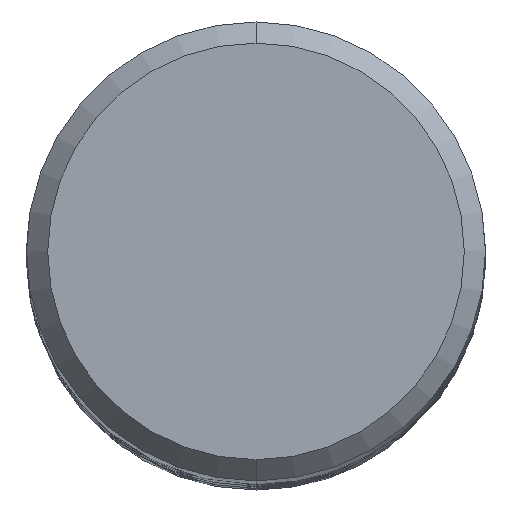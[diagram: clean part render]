
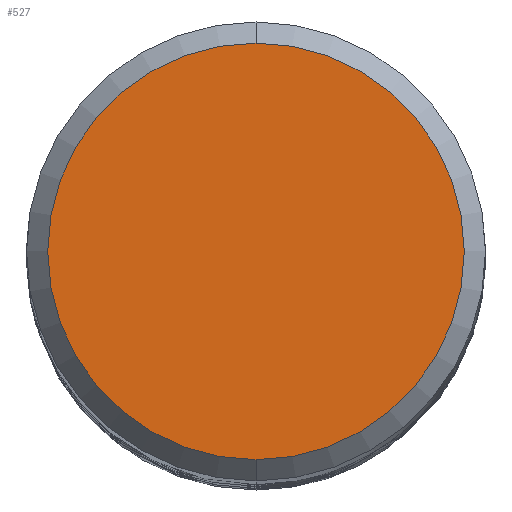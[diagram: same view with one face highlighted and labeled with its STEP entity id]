
A CAD part, top view. The second image highlights one B-rep face of the part: STEP entity #527.
In plain terms, the highlighted planar face has unit normal (0, 0, 1).
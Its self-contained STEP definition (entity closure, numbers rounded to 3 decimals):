
#385=EDGE_CURVE('',#429,#545,#873,.T.);
#429=VERTEX_POINT('',#921);
#527=ADVANCED_FACE('',(#1029),#1030,.T.);
#545=VERTEX_POINT('',#1048);
#567=EDGE_CURVE('',#545,#429,#1072,.T.);
#873=CIRCLE('',#2872,5.9);
#921=CARTESIAN_POINT('',(0.0,5.9,0.0));
#1029=FACE_OUTER_BOUND('',#5834,.T.);
#1030=PLANE('',#5835);
#1048=CARTESIAN_POINT('',(0.,-5.9,0.0));
#1072=CIRCLE('',#6205,5.9);
#2872=AXIS2_PLACEMENT_3D('',#7240,#7241,#7242);
#5834=EDGE_LOOP('',(#7396,#7397));
#5835=AXIS2_PLACEMENT_3D('',#7398,#7399,#7400);
#6205=AXIS2_PLACEMENT_3D('',#7428,#7429,#7430);
#7240=CARTESIAN_POINT('',(0.0,0.0,0.0));
#7241=DIRECTION('',(0.0,0.0,-1.0));
#7242=DIRECTION('',(0.0,1.0,0.0));
#7396=ORIENTED_EDGE('',*,*,#385,.F.);
#7397=ORIENTED_EDGE('',*,*,#567,.F.);
#7398=CARTESIAN_POINT('',(0.0,2.95,0.0));
#7399=DIRECTION('',(-0.0,0.0,1.0));
#7400=DIRECTION('',(0.0,-1.0,0.0));
#7428=CARTESIAN_POINT('',(0.0,0.0,0.0));
#7429=DIRECTION('',(0.0,0.0,-1.0));
#7430=DIRECTION('',(0.0,1.0,0.0));
